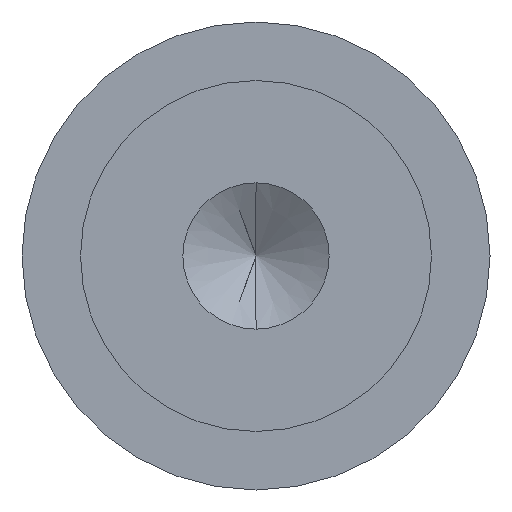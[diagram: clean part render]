
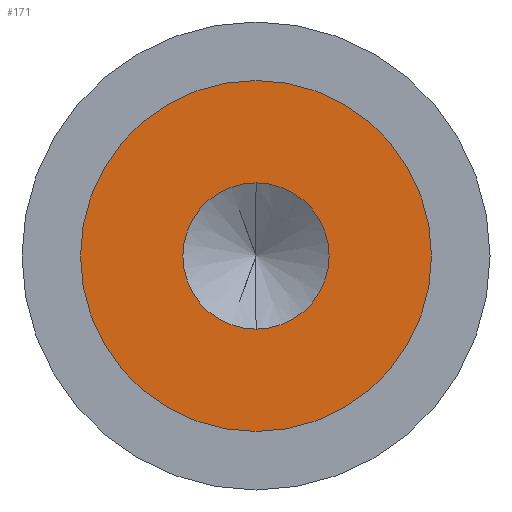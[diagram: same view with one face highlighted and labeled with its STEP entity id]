
A CAD part, front view. The second image highlights one B-rep face of the part: STEP entity #171.
In plain terms, the highlighted planar face has unit normal (0, -1, 0).
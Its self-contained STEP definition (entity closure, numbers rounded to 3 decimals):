
#7 = FACE_OUTER_BOUND ( 'NONE', #213, .T. ) ;
#25 = VERTEX_POINT ( 'NONE', #520 ) ;
#31 = EDGE_LOOP ( 'NONE', ( #494, #630 ) ) ;
#43 = CIRCLE ( 'NONE', #186, 3. ) ;
#46 = DIRECTION ( 'NONE',  ( 0., 0., -1. ) ) ;
#57 = DIRECTION ( 'NONE',  ( 0., 0., -1. ) ) ;
#79 = ORIENTED_EDGE ( 'NONE', *, *, #578, .F. ) ;
#81 = CIRCLE ( 'NONE', #107, 1.25 ) ;
#107 = AXIS2_PLACEMENT_3D ( 'NONE', #154, #146, #57 ) ;
#115 = CARTESIAN_POINT ( 'NONE',  ( 0., -20.5, 1.25 ) ) ;
#140 = CARTESIAN_POINT ( 'NONE',  ( 0., -20.5, -3. ) ) ;
#144 = DIRECTION ( 'NONE',  ( 0., 0., 1. ) ) ;
#146 = DIRECTION ( 'NONE',  ( 0., -1., 0. ) ) ;
#154 = CARTESIAN_POINT ( 'NONE',  ( 0., -20.5, 0. ) ) ;
#170 = AXIS2_PLACEMENT_3D ( 'NONE', #180, #582, #144 ) ;
#171 = ADVANCED_FACE ( 'NONE', ( #392, #7 ), #475, .F. ) ;
#172 = EDGE_CURVE ( 'NONE', #397, #380, #561, .T. ) ;
#175 = AXIS2_PLACEMENT_3D ( 'NONE', #594, #202, #291 ) ;
#180 = CARTESIAN_POINT ( 'NONE',  ( 0., -20.5, 0. ) ) ;
#182 = CIRCLE ( 'NONE', #175, 3. ) ;
#186 = AXIS2_PLACEMENT_3D ( 'NONE', #300, #399, #453 ) ;
#201 = VERTEX_POINT ( 'NONE', #140 ) ;
#202 = DIRECTION ( 'NONE',  ( 0., 1., 0. ) ) ;
#213 = EDGE_LOOP ( 'NONE', ( #79, #393 ) ) ;
#273 = CARTESIAN_POINT ( 'NONE',  ( 0., -20.5, 0. ) ) ;
#291 = DIRECTION ( 'NONE',  ( 0., 0., 1. ) ) ;
#300 = CARTESIAN_POINT ( 'NONE',  ( 0., -20.5, 0. ) ) ;
#331 = EDGE_CURVE ( 'NONE', #380, #397, #81, .T. ) ;
#372 = EDGE_CURVE ( 'NONE', #201, #25, #43, .T. ) ;
#380 = VERTEX_POINT ( 'NONE', #555 ) ;
#392 = FACE_BOUND ( 'NONE', #31, .T. ) ;
#393 = ORIENTED_EDGE ( 'NONE', *, *, #372, .F. ) ;
#397 = VERTEX_POINT ( 'NONE', #115 ) ;
#399 = DIRECTION ( 'NONE',  ( 0., 1., 0. ) ) ;
#453 = DIRECTION ( 'NONE',  ( 0., 0., 1. ) ) ;
#475 = PLANE ( 'NONE',  #170 ) ;
#494 = ORIENTED_EDGE ( 'NONE', *, *, #331, .F. ) ;
#520 = CARTESIAN_POINT ( 'NONE',  ( 0., -20.5, 3. ) ) ;
#555 = CARTESIAN_POINT ( 'NONE',  ( 0., -20.5, -1.25 ) ) ;
#561 = CIRCLE ( 'NONE', #584, 1.25 ) ;
#578 = EDGE_CURVE ( 'NONE', #25, #201, #182, .T. ) ;
#582 = DIRECTION ( 'NONE',  ( 0., 1., 0. ) ) ;
#584 = AXIS2_PLACEMENT_3D ( 'NONE', #273, #638, #46 ) ;
#594 = CARTESIAN_POINT ( 'NONE',  ( 0., -20.5, 0. ) ) ;
#630 = ORIENTED_EDGE ( 'NONE', *, *, #172, .F. ) ;
#638 = DIRECTION ( 'NONE',  ( 0., -1., 0. ) ) ;
